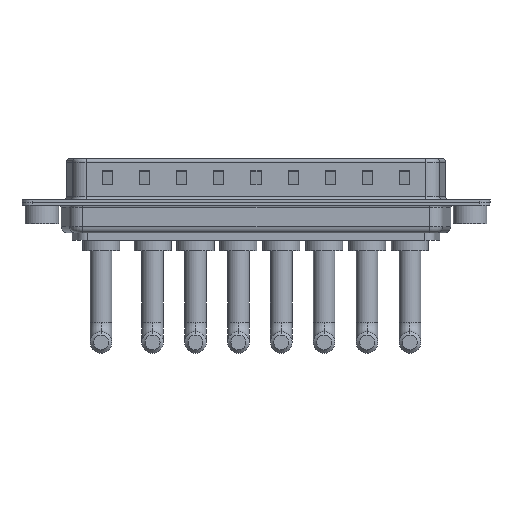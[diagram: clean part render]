
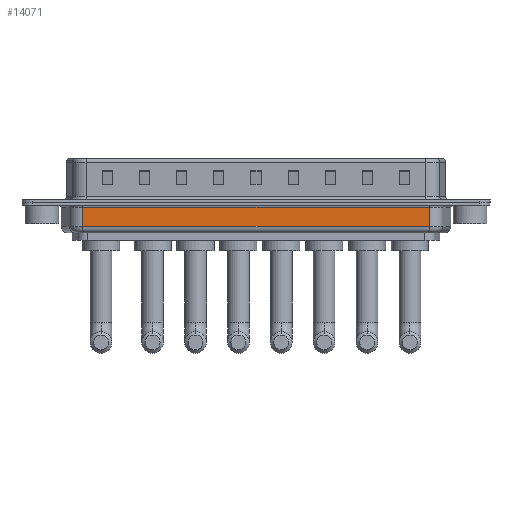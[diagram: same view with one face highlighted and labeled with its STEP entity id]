
A CAD part, front view. The second image highlights one B-rep face of the part: STEP entity #14071.
In plain terms, the highlighted planar face has unit normal (0, -1, 0).
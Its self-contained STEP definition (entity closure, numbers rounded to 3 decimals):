
#306 = ORIENTED_EDGE ( 'NONE', *, *, #13569, .F. ) ;
#354 = LINE ( 'NONE', #6578, #12648 ) ;
#594 = DIRECTION ( 'NONE',  ( -1., 0., 0. ) ) ;
#971 = VERTEX_POINT ( 'NONE', #15672 ) ;
#1955 = VERTEX_POINT ( 'NONE', #10928 ) ;
#2679 = CARTESIAN_POINT ( 'NONE',  ( 57.469, -5.35, -4.5 ) ) ;
#3863 = DIRECTION ( 'NONE',  ( 0., 0., 1. ) ) ;
#4501 = VECTOR ( 'NONE', #3863, 1000. ) ;
#4843 = DIRECTION ( 'NONE',  ( 1., 0., 0. ) ) ;
#5445 = EDGE_CURVE ( 'NONE', #1955, #5541, #354, .T. ) ;
#5541 = VERTEX_POINT ( 'NONE', #15379 ) ;
#5821 = AXIS2_PLACEMENT_3D ( 'NONE', #15332, #11503, #12806 ) ;
#6578 = CARTESIAN_POINT ( 'NONE',  ( 6.031, -5.35, -0.65 ) ) ;
#6621 = LINE ( 'NONE', #2679, #8870 ) ;
#6729 = VECTOR ( 'NONE', #4843, 1000. ) ;
#6994 = ORIENTED_EDGE ( 'NONE', *, *, #9726, .T. ) ;
#7585 = FACE_OUTER_BOUND ( 'NONE', #7600, .T. ) ;
#7600 = EDGE_LOOP ( 'NONE', ( #306, #6994, #14637, #10610 ) ) ;
#8205 = CARTESIAN_POINT ( 'NONE',  ( 6.031, -5.35, -3.5 ) ) ;
#8772 = CARTESIAN_POINT ( 'NONE',  ( 6.031, -5.35, -4.5 ) ) ;
#8870 = VECTOR ( 'NONE', #10208, 1000. ) ;
#9726 = EDGE_CURVE ( 'NONE', #12738, #971, #10807, .T. ) ;
#9984 = LINE ( 'NONE', #8772, #4501 ) ;
#10208 = DIRECTION ( 'NONE',  ( 0., 0., 1. ) ) ;
#10610 = ORIENTED_EDGE ( 'NONE', *, *, #5445, .T. ) ;
#10807 = LINE ( 'NONE', #8205, #6729 ) ;
#10928 = CARTESIAN_POINT ( 'NONE',  ( 57.469, -5.35, -0.65 ) ) ;
#11503 = DIRECTION ( 'NONE',  ( 0., 1., 0. ) ) ;
#12236 = EDGE_CURVE ( 'NONE', #971, #1955, #6621, .T. ) ;
#12648 = VECTOR ( 'NONE', #594, 1000. ) ;
#12738 = VERTEX_POINT ( 'NONE', #15153 ) ;
#12806 = DIRECTION ( 'NONE',  ( -1., 0., 0. ) ) ;
#13569 = EDGE_CURVE ( 'NONE', #12738, #5541, #9984, .T. ) ;
#14071 = ADVANCED_FACE ( 'NONE', ( #7585 ), #15159, .F. ) ;
#14637 = ORIENTED_EDGE ( 'NONE', *, *, #12236, .T. ) ;
#15153 = CARTESIAN_POINT ( 'NONE',  ( 6.031, -5.35, -3.5 ) ) ;
#15159 = PLANE ( 'NONE',  #5821 ) ;
#15332 = CARTESIAN_POINT ( 'NONE',  ( 6.031, -5.35, -4.5 ) ) ;
#15379 = CARTESIAN_POINT ( 'NONE',  ( 6.031, -5.35, -0.65 ) ) ;
#15672 = CARTESIAN_POINT ( 'NONE',  ( 57.469, -5.35, -3.5 ) ) ;
